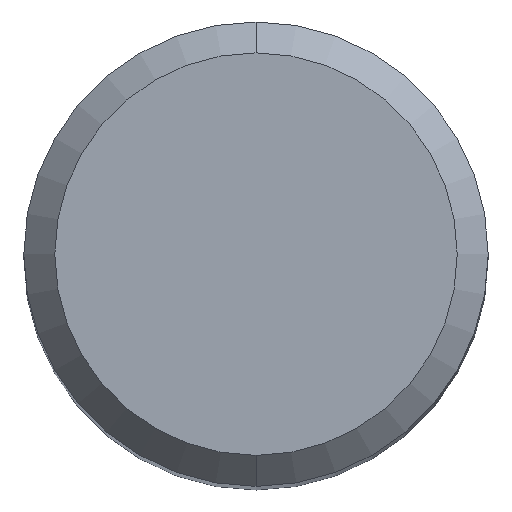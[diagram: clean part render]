
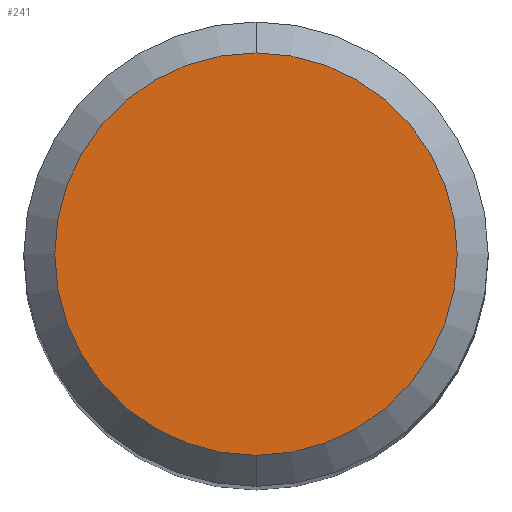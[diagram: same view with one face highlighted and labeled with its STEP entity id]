
A CAD part, top view. The second image highlights one B-rep face of the part: STEP entity #241.
In plain terms, the highlighted planar face has unit normal (0, 0, 1).
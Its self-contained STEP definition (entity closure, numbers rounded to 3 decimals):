
#201=VERTEX_POINT('',#519);
#241=ADVANCED_FACE('',(#563),#564,.T.);
#299=VERTEX_POINT('',#626);
#315=EDGE_CURVE('',#201,#299,#644,.T.);
#341=EDGE_CURVE('',#299,#201,#672,.T.);
#519=CARTESIAN_POINT('',(0.0,2.6,0.0));
#563=FACE_OUTER_BOUND('',#950,.T.);
#564=PLANE('',#951);
#626=CARTESIAN_POINT('',(0.,-2.6,0.0));
#644=CIRCLE('',#1145,2.6);
#672=CIRCLE('',#1193,2.6);
#950=EDGE_LOOP('',(#1558,#1559));
#951=AXIS2_PLACEMENT_3D('',#1560,#1561,#1562);
#1145=AXIS2_PLACEMENT_3D('',#1640,#1641,#1642);
#1193=AXIS2_PLACEMENT_3D('',#1666,#1667,#1668);
#1558=ORIENTED_EDGE('',*,*,#315,.F.);
#1559=ORIENTED_EDGE('',*,*,#341,.F.);
#1560=CARTESIAN_POINT('',(0.0,1.3,0.0));
#1561=DIRECTION('',(-0.0,0.0,1.0));
#1562=DIRECTION('',(0.0,-1.0,0.0));
#1640=CARTESIAN_POINT('',(0.0,0.0,0.0));
#1641=DIRECTION('',(0.0,0.0,-1.0));
#1642=DIRECTION('',(0.0,1.0,0.0));
#1666=CARTESIAN_POINT('',(0.0,0.0,0.0));
#1667=DIRECTION('',(0.0,0.0,-1.0));
#1668=DIRECTION('',(0.0,1.0,0.0));
